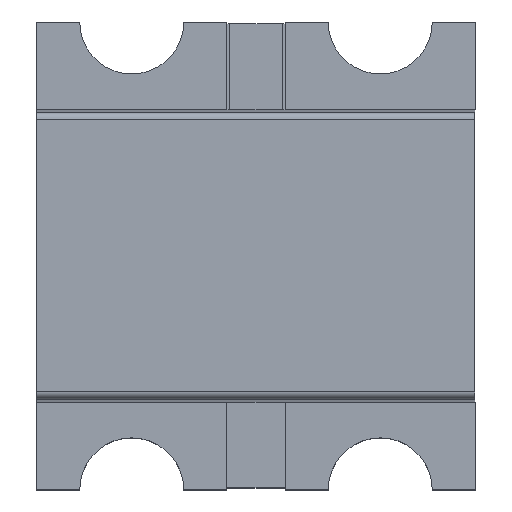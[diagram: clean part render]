
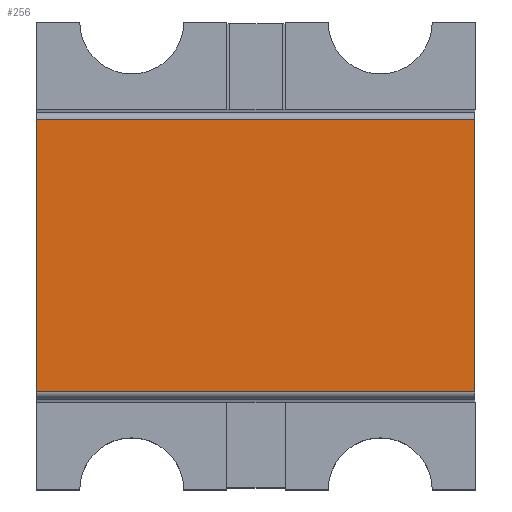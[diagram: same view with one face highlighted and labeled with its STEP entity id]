
A CAD part, top view. The second image highlights one B-rep face of the part: STEP entity #256.
In plain terms, the highlighted planar face has unit normal (0, 0, 1).
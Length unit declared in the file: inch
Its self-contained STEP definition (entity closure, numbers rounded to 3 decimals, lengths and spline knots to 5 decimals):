
#15 = CARTESIAN_POINT ( 'NONE',  ( -0.0295, -0.01831, 0.01206 ) ) ;
#119 = PLANE ( 'NONE',  #754 ) ;
#256 = ADVANCED_FACE ( 'NONE', ( #718 ), #119, .T. ) ;
#264 = VERTEX_POINT ( 'NONE', #1478 ) ;
#307 = VECTOR ( 'NONE', #577, 39.37008 ) ;
#462 = VERTEX_POINT ( 'NONE', #15 ) ;
#464 = VECTOR ( 'NONE', #1636, 39.37008 ) ;
#469 = ORIENTED_EDGE ( 'NONE', *, *, #525, .F. ) ;
#512 = LINE ( 'NONE', #1070, #464 ) ;
#525 = EDGE_CURVE ( 'NONE', #462, #2236, #746, .T. ) ;
#565 = VERTEX_POINT ( 'NONE', #1334 ) ;
#577 = DIRECTION ( 'NONE',  ( 0., 1., 0. ) ) ;
#653 = EDGE_LOOP ( 'NONE', ( #872, #1154, #469, #1597 ) ) ;
#693 = LINE ( 'NONE', #882, #1738 ) ;
#709 = DIRECTION ( 'NONE',  ( 0., -1., 0. ) ) ;
#718 = FACE_OUTER_BOUND ( 'NONE', #653, .T. ) ;
#746 = LINE ( 'NONE', #1134, #307 ) ;
#754 = AXIS2_PLACEMENT_3D ( 'NONE', #2411, #1820, #1241 ) ;
#872 = ORIENTED_EDGE ( 'NONE', *, *, #1446, .F. ) ;
#882 = CARTESIAN_POINT ( 'NONE',  ( 0.0295, 0., 0.01206 ) ) ;
#900 = DIRECTION ( 'NONE',  ( -1., 0., 0. ) ) ;
#926 = CARTESIAN_POINT ( 'NONE',  ( 0., 0.01831, 0.01206 ) ) ;
#1070 = CARTESIAN_POINT ( 'NONE',  ( 0., -0.01831, 0.01206 ) ) ;
#1134 = CARTESIAN_POINT ( 'NONE',  ( -0.0295, 0., 0.01206 ) ) ;
#1154 = ORIENTED_EDGE ( 'NONE', *, *, #2052, .T. ) ;
#1168 = EDGE_CURVE ( 'NONE', #462, #565, #512, .T. ) ;
#1241 = DIRECTION ( 'NONE',  ( 1., 0., 0. ) ) ;
#1334 = CARTESIAN_POINT ( 'NONE',  ( 0.0295, -0.01831, 0.01206 ) ) ;
#1446 = EDGE_CURVE ( 'NONE', #264, #565, #693, .T. ) ;
#1478 = CARTESIAN_POINT ( 'NONE',  ( 0.0295, 0.01831, 0.01206 ) ) ;
#1496 = LINE ( 'NONE', #926, #1900 ) ;
#1597 = ORIENTED_EDGE ( 'NONE', *, *, #1168, .T. ) ;
#1636 = DIRECTION ( 'NONE',  ( 1., 0., 0. ) ) ;
#1738 = VECTOR ( 'NONE', #709, 39.37008 ) ;
#1820 = DIRECTION ( 'NONE',  ( 0., 0., 1. ) ) ;
#1900 = VECTOR ( 'NONE', #900, 39.37008 ) ;
#1916 = CARTESIAN_POINT ( 'NONE',  ( -0.0295, 0.01831, 0.01206 ) ) ;
#2052 = EDGE_CURVE ( 'NONE', #264, #2236, #1496, .T. ) ;
#2236 = VERTEX_POINT ( 'NONE', #1916 ) ;
#2411 = CARTESIAN_POINT ( 'NONE',  ( -0.0295, -0.01831, 0.01206 ) ) ;
